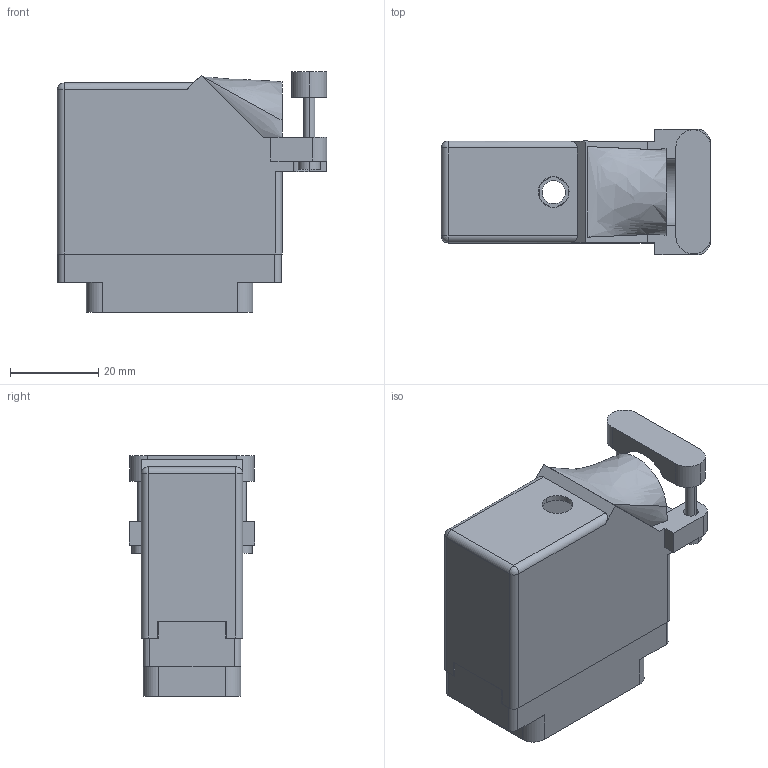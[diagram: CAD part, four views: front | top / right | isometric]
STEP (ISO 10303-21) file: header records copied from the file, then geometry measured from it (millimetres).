
FILE_DESCRIPTION (( 'STEP AP203' ), '1' );
FILE_NAME ('516-038-501-540.STEP', '2020-09-07T04:41:05', ( '' ), ( '' ), 'SwSTEP 2.0', 'SolidWorks 2020', '' );
FILE_SCHEMA (( 'CONFIG_CONTROL_DESIGN' ));
Length unit declared in the file: inch
Products named in the file (4): 516-230-001_Plastic - 038 Side Entry - Large Clamp; 516 Plug Insulator_038; 516-038-501-540; 516-292-001_501 Contact
Assembly tree (40 placements, depth 2):
  516-038-501-540
    516 Plug Insulator_038
    516-292-001_501 Contact  x38
    516-230-001_Plastic - 038 Side Entry - Large Clamp
Bounding box: 61.21 x 28.57 x 54.69 mm (x, y, z)
Volume: 21197.1 mm3; surface area: 32875.8 mm2
Topology: 40 solids, 40 shells, 3703 faces, 10722 edges, 7118 vertices
Faces by surface type: plane 2244, cylinder 1224, bspline 231, cone 2, sphere 2
Entity records: 36368 total; most frequent: CARTESIAN_POINT 6496, ORIENTED_EDGE 6048, DIRECTION 5873, EDGE_CURVE 3024, VECTOR 2245, LINE 2245, VERTEX_POINT 2012, AXIS2_PLACEMENT_3D 1814
